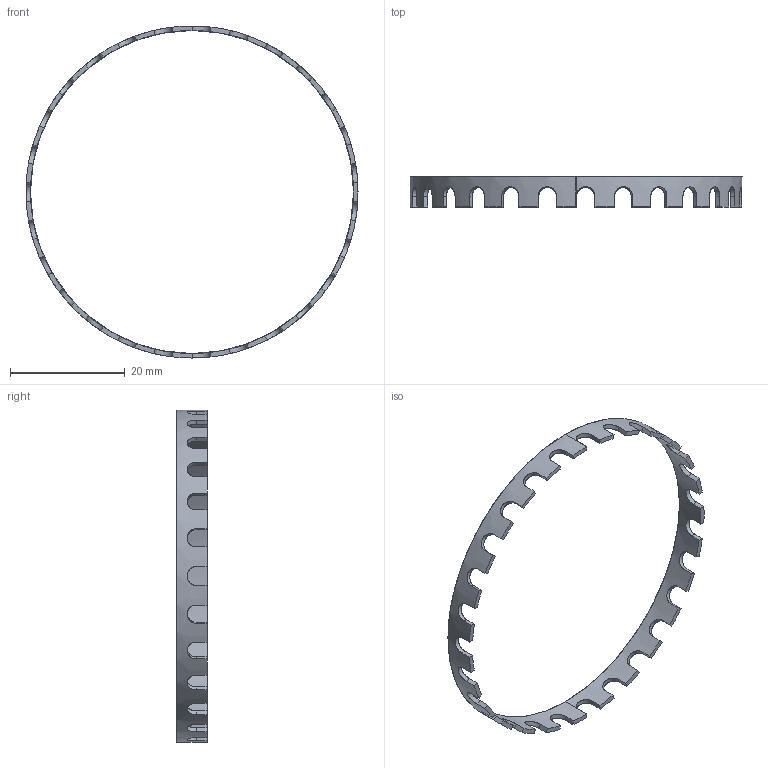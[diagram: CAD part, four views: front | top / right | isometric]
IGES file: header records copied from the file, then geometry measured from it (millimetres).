
Start section: SolidWorks IGES file using analytic representation for surfaces
Global section: file name: SW3dPS-KA - Radial Contact_KA SEPARATOR SAMPLE.IGS; native system: SolidWorks 2006 by SolidWorks Corporation; preprocessor: SolidWorks 2006 by SolidWorks Corporation; author: leinad; date: 080605.115711; units: inch
Bounding box: 57.94 x 5.28 x 57.94 mm (x, y, z)
Surface area: 1748.2 mm2 (no closed solid volume)
Topology: 0 solids, 0 shells, 113 faces, 2806 edges, 3142 vertices
Faces by surface type: bspline 82, revolution 31
